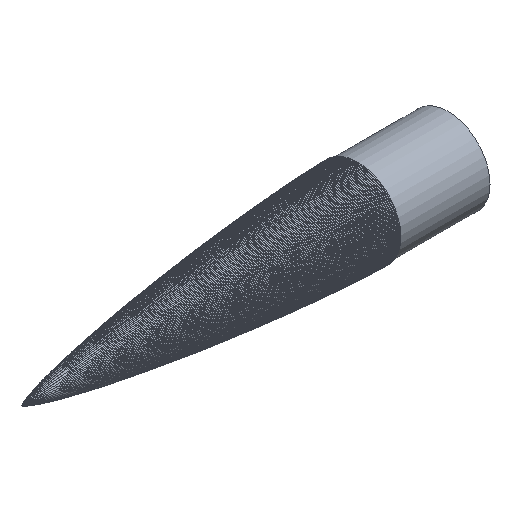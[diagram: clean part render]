
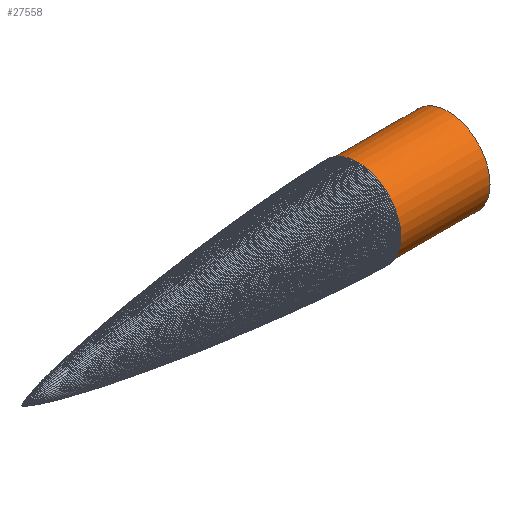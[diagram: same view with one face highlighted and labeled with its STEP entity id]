
A CAD part, isometric view. The second image highlights one B-rep face of the part: STEP entity #27558.
In plain terms, the highlighted cylindrical face has radius 32.5 mm (diameter 65 mm), a full revolution.
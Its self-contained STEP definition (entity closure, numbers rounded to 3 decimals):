
#27511 = PLANE('',#27512);
#27512 = AXIS2_PLACEMENT_3D('',#27513,#27514,#27515);
#27513 = CARTESIAN_POINT('',(260.,0.,0.));
#27514 = DIRECTION('',(1.,0.,0.));
#27515 = DIRECTION('',(-0.,1.,0.));
#27530 = EDGE_CURVE('',#27531,#27531,#27533,.T.);
#27531 = VERTEX_POINT('',#27532);
#27532 = CARTESIAN_POINT('',(260.,32.5,0.));
#27533 = SURFACE_CURVE('',#27534,(#27539,#27546),.PCURVE_S1.);
#27534 = CIRCLE('',#27535,32.5);
#27535 = AXIS2_PLACEMENT_3D('',#27536,#27537,#27538);
#27536 = CARTESIAN_POINT('',(260.,0.,0.));
#27537 = DIRECTION('',(1.,0.,0.));
#27538 = DIRECTION('',(-0.,1.,0.));
#27539 = PCURVE('',#27511,#27540);
#27540 = DEFINITIONAL_REPRESENTATION('',(#27541),#27545);
#27541 = CIRCLE('',#27542,32.5);
#27542 = AXIS2_PLACEMENT_2D('',#27543,#27544);
#27543 = CARTESIAN_POINT('',(0.,0.));
#27544 = DIRECTION('',(1.,0.));
#27545 = ( GEOMETRIC_REPRESENTATION_CONTEXT(2) 
PARAMETRIC_REPRESENTATION_CONTEXT() REPRESENTATION_CONTEXT('2D SPACE',''
  ) );
#27546 = PCURVE('',#27547,#27552);
#27547 = CYLINDRICAL_SURFACE('',#27548,32.5);
#27548 = AXIS2_PLACEMENT_3D('',#27549,#27550,#27551);
#27549 = CARTESIAN_POINT('',(260.,0.,0.));
#27550 = DIRECTION('',(1.,0.,0.));
#27551 = DIRECTION('',(-0.,1.,0.));
#27552 = DEFINITIONAL_REPRESENTATION('',(#27553),#27557);
#27553 = LINE('',#27554,#27555);
#27554 = CARTESIAN_POINT('',(0.,0.));
#27555 = VECTOR('',#27556,1.);
#27556 = DIRECTION('',(1.,0.));
#27557 = ( GEOMETRIC_REPRESENTATION_CONTEXT(2) 
PARAMETRIC_REPRESENTATION_CONTEXT() REPRESENTATION_CONTEXT('2D SPACE',''
  ) );
#27558 = ADVANCED_FACE('',(#27559),#27547,.T.);
#27559 = FACE_BOUND('',#27560,.T.);
#27560 = EDGE_LOOP('',(#27561,#27562,#27585,#27612));
#27561 = ORIENTED_EDGE('',*,*,#27530,.T.);
#27562 = ORIENTED_EDGE('',*,*,#27563,.T.);
#27563 = EDGE_CURVE('',#27531,#27564,#27566,.T.);
#27564 = VERTEX_POINT('',#27565);
#27565 = CARTESIAN_POINT('',(330.,32.5,0.));
#27566 = SEAM_CURVE('',#27567,(#27571,#27578),.PCURVE_S1.);
#27567 = LINE('',#27568,#27569);
#27568 = CARTESIAN_POINT('',(260.,32.5,0.));
#27569 = VECTOR('',#27570,1.);
#27570 = DIRECTION('',(1.,0.,0.));
#27571 = PCURVE('',#27547,#27572);
#27572 = DEFINITIONAL_REPRESENTATION('',(#27573),#27577);
#27573 = LINE('',#27574,#27575);
#27574 = CARTESIAN_POINT('',(0.,0.));
#27575 = VECTOR('',#27576,1.);
#27576 = DIRECTION('',(0.,1.));
#27577 = ( GEOMETRIC_REPRESENTATION_CONTEXT(2) 
PARAMETRIC_REPRESENTATION_CONTEXT() REPRESENTATION_CONTEXT('2D SPACE',''
  ) );
#27578 = PCURVE('',#27547,#27579);
#27579 = DEFINITIONAL_REPRESENTATION('',(#27580),#27584);
#27580 = LINE('',#27581,#27582);
#27581 = CARTESIAN_POINT('',(6.283,0.));
#27582 = VECTOR('',#27583,1.);
#27583 = DIRECTION('',(0.,1.));
#27584 = ( GEOMETRIC_REPRESENTATION_CONTEXT(2) 
PARAMETRIC_REPRESENTATION_CONTEXT() REPRESENTATION_CONTEXT('2D SPACE',''
  ) );
#27585 = ORIENTED_EDGE('',*,*,#27586,.F.);
#27586 = EDGE_CURVE('',#27564,#27564,#27587,.T.);
#27587 = SURFACE_CURVE('',#27588,(#27593,#27600),.PCURVE_S1.);
#27588 = CIRCLE('',#27589,32.5);
#27589 = AXIS2_PLACEMENT_3D('',#27590,#27591,#27592);
#27590 = CARTESIAN_POINT('',(330.,0.,0.));
#27591 = DIRECTION('',(1.,0.,0.));
#27592 = DIRECTION('',(-0.,1.,0.));
#27593 = PCURVE('',#27547,#27594);
#27594 = DEFINITIONAL_REPRESENTATION('',(#27595),#27599);
#27595 = LINE('',#27596,#27597);
#27596 = CARTESIAN_POINT('',(0.,70.));
#27597 = VECTOR('',#27598,1.);
#27598 = DIRECTION('',(1.,0.));
#27599 = ( GEOMETRIC_REPRESENTATION_CONTEXT(2) 
PARAMETRIC_REPRESENTATION_CONTEXT() REPRESENTATION_CONTEXT('2D SPACE',''
  ) );
#27600 = PCURVE('',#27601,#27606);
#27601 = PLANE('',#27602);
#27602 = AXIS2_PLACEMENT_3D('',#27603,#27604,#27605);
#27603 = CARTESIAN_POINT('',(330.,0.,0.));
#27604 = DIRECTION('',(1.,0.,0.));
#27605 = DIRECTION('',(-0.,1.,0.));
#27606 = DEFINITIONAL_REPRESENTATION('',(#27607),#27611);
#27607 = CIRCLE('',#27608,32.5);
#27608 = AXIS2_PLACEMENT_2D('',#27609,#27610);
#27609 = CARTESIAN_POINT('',(0.,0.));
#27610 = DIRECTION('',(1.,0.));
#27611 = ( GEOMETRIC_REPRESENTATION_CONTEXT(2) 
PARAMETRIC_REPRESENTATION_CONTEXT() REPRESENTATION_CONTEXT('2D SPACE',''
  ) );
#27612 = ORIENTED_EDGE('',*,*,#27563,.F.);
